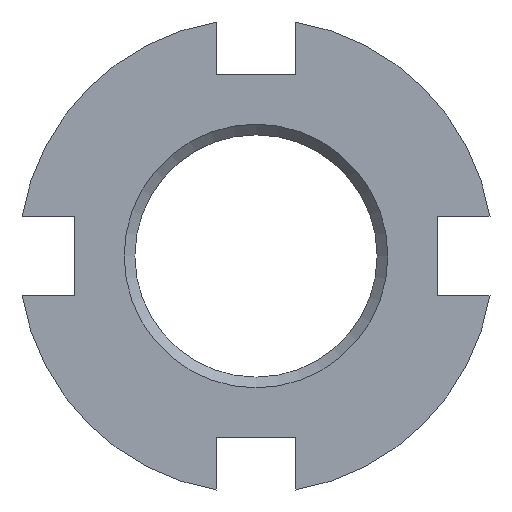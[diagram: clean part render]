
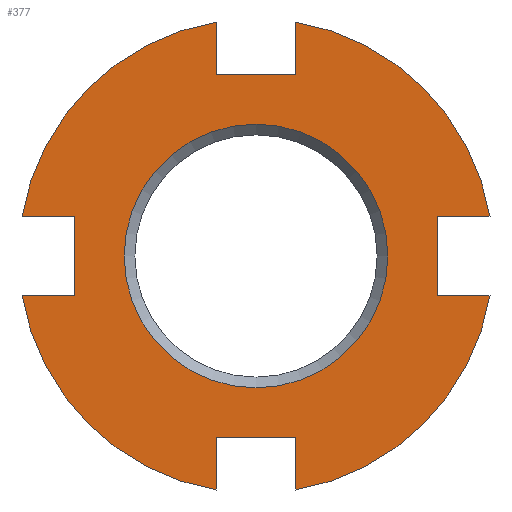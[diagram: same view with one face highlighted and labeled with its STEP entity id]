
A CAD part, left-side view. The second image highlights one B-rep face of the part: STEP entity #377.
In plain terms, the highlighted planar face has unit normal (-1, 0, 0).
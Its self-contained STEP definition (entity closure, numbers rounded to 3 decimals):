
#35=PLANE('',#416);
#53=LINE('',#567,#81);
#54=LINE('',#570,#82);
#55=LINE('',#571,#83);
#56=LINE('',#573,#84);
#57=LINE('',#575,#85);
#58=LINE('',#579,#86);
#59=LINE('',#581,#87);
#60=LINE('',#583,#88);
#61=LINE('',#587,#89);
#62=LINE('',#589,#90);
#63=LINE('',#591,#91);
#64=LINE('',#592,#92);
#81=VECTOR('',#467,1000.);
#82=VECTOR('',#468,1000.);
#83=VECTOR('',#469,1000.);
#84=VECTOR('',#470,1000.);
#85=VECTOR('',#471,1000.);
#86=VECTOR('',#474,1000.);
#87=VECTOR('',#475,1000.);
#88=VECTOR('',#476,1000.);
#89=VECTOR('',#479,1000.);
#90=VECTOR('',#480,1000.);
#91=VECTOR('',#481,1000.);
#92=VECTOR('',#482,1000.);
#113=ORIENTED_EDGE('',*,*,#219,.T.);
#114=ORIENTED_EDGE('',*,*,#220,.T.);
#115=ORIENTED_EDGE('',*,*,#221,.T.);
#116=ORIENTED_EDGE('',*,*,#211,.F.);
#117=ORIENTED_EDGE('',*,*,#222,.T.);
#118=ORIENTED_EDGE('',*,*,#223,.T.);
#119=ORIENTED_EDGE('',*,*,#224,.T.);
#120=ORIENTED_EDGE('',*,*,#225,.F.);
#121=ORIENTED_EDGE('',*,*,#226,.T.);
#122=ORIENTED_EDGE('',*,*,#227,.T.);
#123=ORIENTED_EDGE('',*,*,#228,.T.);
#124=ORIENTED_EDGE('',*,*,#229,.F.);
#125=ORIENTED_EDGE('',*,*,#230,.T.);
#126=ORIENTED_EDGE('',*,*,#231,.T.);
#127=ORIENTED_EDGE('',*,*,#232,.T.);
#128=ORIENTED_EDGE('',*,*,#217,.F.);
#129=ORIENTED_EDGE('',*,*,#233,.T.);
#211=EDGE_CURVE('',#264,#265,#301,.T.);
#217=EDGE_CURVE('',#270,#271,#304,.T.);
#219=EDGE_CURVE('',#272,#272,#305,.T.);
#220=EDGE_CURVE('',#273,#274,#53,.T.);
#221=EDGE_CURVE('',#274,#265,#54,.T.);
#222=EDGE_CURVE('',#264,#275,#55,.T.);
#223=EDGE_CURVE('',#275,#276,#56,.T.);
#224=EDGE_CURVE('',#276,#277,#57,.T.);
#225=EDGE_CURVE('',#278,#277,#306,.T.);
#226=EDGE_CURVE('',#278,#279,#58,.T.);
#227=EDGE_CURVE('',#279,#280,#59,.T.);
#228=EDGE_CURVE('',#280,#281,#60,.T.);
#229=EDGE_CURVE('',#282,#281,#307,.T.);
#230=EDGE_CURVE('',#282,#283,#61,.T.);
#231=EDGE_CURVE('',#283,#284,#62,.T.);
#232=EDGE_CURVE('',#284,#271,#63,.T.);
#233=EDGE_CURVE('',#270,#273,#64,.T.);
#264=VERTEX_POINT('',#548);
#265=VERTEX_POINT('',#549);
#270=VERTEX_POINT('',#560);
#271=VERTEX_POINT('',#562);
#272=VERTEX_POINT('',#566);
#273=VERTEX_POINT('',#568);
#274=VERTEX_POINT('',#569);
#275=VERTEX_POINT('',#572);
#276=VERTEX_POINT('',#574);
#277=VERTEX_POINT('',#576);
#278=VERTEX_POINT('',#578);
#279=VERTEX_POINT('',#580);
#280=VERTEX_POINT('',#582);
#281=VERTEX_POINT('',#584);
#282=VERTEX_POINT('',#586);
#283=VERTEX_POINT('',#588);
#284=VERTEX_POINT('',#590);
#301=CIRCLE('',#411,9.);
#304=CIRCLE('',#415,9.);
#305=CIRCLE('',#417,5.);
#306=CIRCLE('',#418,9.);
#307=CIRCLE('',#419,9.);
#316=EDGE_LOOP('',(#113));
#317=EDGE_LOOP('',(#114,#115,#116,#117,#118,#119,#120,#121,#122,#123,#124,
#125,#126,#127,#128,#129));
#344=FACE_BOUND('',#316,.T.);
#345=FACE_BOUND('',#317,.T.);
#377=ADVANCED_FACE('',(#344,#345),#35,.T.);
#411=AXIS2_PLACEMENT_3D('',#547,#449,#450);
#415=AXIS2_PLACEMENT_3D('',#561,#460,#461);
#416=AXIS2_PLACEMENT_3D('',#564,#463,#464);
#417=AXIS2_PLACEMENT_3D('',#565,#465,#466);
#418=AXIS2_PLACEMENT_3D('',#577,#472,#473);
#419=AXIS2_PLACEMENT_3D('',#585,#477,#478);
#449=DIRECTION('',(1.,0.,0.));
#450=DIRECTION('',(0.,0.,-1.));
#460=DIRECTION('',(1.,0.,0.));
#461=DIRECTION('',(0.,0.,-1.));
#463=DIRECTION('',(-1.,0.,0.));
#464=DIRECTION('',(0.,0.,1.));
#465=DIRECTION('',(1.,0.,0.));
#466=DIRECTION('',(0.,0.,-1.));
#467=DIRECTION('',(0.,0.,1.));
#468=DIRECTION('',(0.,-1.,0.));
#469=DIRECTION('',(0.,0.,-1.));
#470=DIRECTION('',(0.,1.,0.));
#471=DIRECTION('',(0.,0.,1.));
#472=DIRECTION('',(1.,0.,0.));
#473=DIRECTION('',(0.,0.,-1.));
#474=DIRECTION('',(0.,-1.,0.));
#475=DIRECTION('',(0.,0.,-1.));
#476=DIRECTION('',(0.,1.,0.));
#477=DIRECTION('',(1.,0.,0.));
#478=DIRECTION('',(0.,0.,-1.));
#479=DIRECTION('',(0.,0.,1.));
#480=DIRECTION('',(0.,-1.,0.));
#481=DIRECTION('',(0.,0.,-1.));
#482=DIRECTION('',(0.,1.,0.));
#547=CARTESIAN_POINT('',(0.,0.,0.));
#548=CARTESIAN_POINT('',(0.,-1.5,8.874));
#549=CARTESIAN_POINT('',(0.,-8.874,1.5));
#560=CARTESIAN_POINT('',(0.,-8.874,-1.5));
#561=CARTESIAN_POINT('',(0.,0.,0.));
#562=CARTESIAN_POINT('',(0.,-1.5,-8.874));
#564=CARTESIAN_POINT('',(0.,9.,0.));
#565=CARTESIAN_POINT('',(0.,0.,0.));
#566=CARTESIAN_POINT('',(0.,0.,-5.));
#567=CARTESIAN_POINT('',(0.,-6.874,0.));
#568=CARTESIAN_POINT('',(0.,-6.874,-1.5));
#569=CARTESIAN_POINT('',(0.,-6.874,1.5));
#570=CARTESIAN_POINT('',(0.,9.,1.5));
#571=CARTESIAN_POINT('',(0.,-1.5,0.));
#572=CARTESIAN_POINT('',(0.,-1.5,6.874));
#573=CARTESIAN_POINT('',(0.,9.,6.874));
#574=CARTESIAN_POINT('',(0.,1.5,6.874));
#575=CARTESIAN_POINT('',(0.,1.5,0.));
#576=CARTESIAN_POINT('',(0.,1.5,8.874));
#577=CARTESIAN_POINT('',(0.,0.,0.));
#578=CARTESIAN_POINT('',(0.,8.874,1.5));
#579=CARTESIAN_POINT('',(0.,9.,1.5));
#580=CARTESIAN_POINT('',(0.,6.874,1.5));
#581=CARTESIAN_POINT('',(0.,6.874,0.));
#582=CARTESIAN_POINT('',(0.,6.874,-1.5));
#583=CARTESIAN_POINT('',(0.,9.,-1.5));
#584=CARTESIAN_POINT('',(0.,8.874,-1.5));
#585=CARTESIAN_POINT('',(0.,0.,0.));
#586=CARTESIAN_POINT('',(0.,1.5,-8.874));
#587=CARTESIAN_POINT('',(0.,1.5,0.));
#588=CARTESIAN_POINT('',(0.,1.5,-6.874));
#589=CARTESIAN_POINT('',(0.,9.,-6.874));
#590=CARTESIAN_POINT('',(0.,-1.5,-6.874));
#591=CARTESIAN_POINT('',(0.,-1.5,0.));
#592=CARTESIAN_POINT('',(0.,9.,-1.5));
